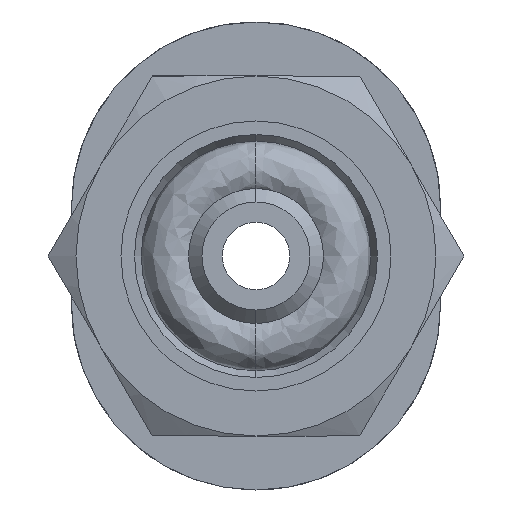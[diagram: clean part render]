
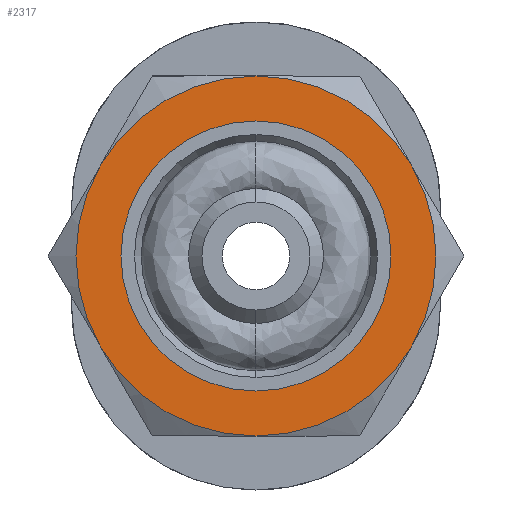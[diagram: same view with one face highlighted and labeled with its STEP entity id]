
A CAD part, front view. The second image highlights one B-rep face of the part: STEP entity #2317.
In plain terms, the highlighted planar face has unit normal (0, -1, 0).
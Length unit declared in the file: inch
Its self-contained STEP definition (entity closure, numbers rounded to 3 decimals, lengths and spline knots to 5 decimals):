
#40 = AXIS2_PLACEMENT_3D ( 'NONE', #2579, #337, #1146 ) ;
#115 = VERTEX_POINT ( 'NONE', #2470 ) ;
#124 = CARTESIAN_POINT ( 'NONE',  ( 0.13638, 0.17717, 0.07874 ) ) ;
#134 = DIRECTION ( 'NONE',  ( 0., 0., 1. ) ) ;
#150 = CARTESIAN_POINT ( 'NONE',  ( 0., 0.17717, 0. ) ) ;
#160 = DIRECTION ( 'NONE',  ( 0., 1., 0. ) ) ;
#228 = CARTESIAN_POINT ( 'NONE',  ( -0.13638, 0.17717, 0.07874 ) ) ;
#271 = EDGE_CURVE ( 'NONE', #444, #867, #881, .T. ) ;
#281 = DIRECTION ( 'NONE',  ( 0., 0., 1. ) ) ;
#288 = CIRCLE ( 'NONE', #1220, 0.15748 ) ;
#327 = ORIENTED_EDGE ( 'NONE', *, *, #2183, .F. ) ;
#337 = DIRECTION ( 'NONE',  ( 0., -1., 0. ) ) ;
#343 = EDGE_CURVE ( 'NONE', #2421, #2223, #695, .T. ) ;
#398 = EDGE_CURVE ( 'NONE', #2319, #115, #2139, .T. ) ;
#435 = EDGE_CURVE ( 'NONE', #2153, #444, #877, .T. ) ;
#444 = VERTEX_POINT ( 'NONE', #2127 ) ;
#445 = CARTESIAN_POINT ( 'NONE',  ( 0., 0.17717, 0. ) ) ;
#567 = FACE_BOUND ( 'NONE', #1840, .T. ) ;
#590 = CARTESIAN_POINT ( 'NONE',  ( 0., 0.17717, 0. ) ) ;
#643 = ORIENTED_EDGE ( 'NONE', *, *, #435, .F. ) ;
#695 = CIRCLE ( 'NONE', #1376, 0.15748 ) ;
#750 = AXIS2_PLACEMENT_3D ( 'NONE', #1121, #1941, #134 ) ;
#770 = DIRECTION ( 'NONE',  ( 0., 0., 1. ) ) ;
#776 = ORIENTED_EDGE ( 'NONE', *, *, #343, .F. ) ;
#792 = CIRCLE ( 'NONE', #856, 0.11811 ) ;
#793 = DIRECTION ( 'NONE',  ( 0., 1., 0. ) ) ;
#822 = AXIS2_PLACEMENT_3D ( 'NONE', #1111, #2364, #1751 ) ;
#856 = AXIS2_PLACEMENT_3D ( 'NONE', #150, #160, #770 ) ;
#867 = VERTEX_POINT ( 'NONE', #1082 ) ;
#876 = VERTEX_POINT ( 'NONE', #228 ) ;
#877 = CIRCLE ( 'NONE', #2533, 0.15748 ) ;
#881 = CIRCLE ( 'NONE', #750, 0.15748 ) ;
#894 = DIRECTION ( 'NONE',  ( 0., 0., 1. ) ) ;
#902 = DIRECTION ( 'NONE',  ( 0., 1., 0. ) ) ;
#904 = ORIENTED_EDGE ( 'NONE', *, *, #1843, .F. ) ;
#941 = CARTESIAN_POINT ( 'NONE',  ( 0., 0.17717, 0.11811 ) ) ;
#1082 = CARTESIAN_POINT ( 'NONE',  ( -0.13638, 0.17717, -0.07874 ) ) ;
#1090 = DIRECTION ( 'NONE',  ( 0., 1., 0. ) ) ;
#1111 = CARTESIAN_POINT ( 'NONE',  ( 0., 0.17717, 0. ) ) ;
#1121 = CARTESIAN_POINT ( 'NONE',  ( 0., 0.17717, 0. ) ) ;
#1146 = DIRECTION ( 'NONE',  ( 0., 0., -1. ) ) ;
#1220 = AXIS2_PLACEMENT_3D ( 'NONE', #590, #793, #1797 ) ;
#1240 = ORIENTED_EDGE ( 'NONE', *, *, #1953, .F. ) ;
#1376 = AXIS2_PLACEMENT_3D ( 'NONE', #2098, #902, #894 ) ;
#1382 = EDGE_LOOP ( 'NONE', ( #776, #327, #904, #1663, #643, #1240 ) ) ;
#1438 = DIRECTION ( 'NONE',  ( 0., 0., 1. ) ) ;
#1625 = DIRECTION ( 'NONE',  ( 0., 1., 0. ) ) ;
#1663 = ORIENTED_EDGE ( 'NONE', *, *, #271, .F. ) ;
#1669 = EDGE_CURVE ( 'NONE', #115, #2319, #792, .T. ) ;
#1702 = AXIS2_PLACEMENT_3D ( 'NONE', #2467, #1625, #1438 ) ;
#1751 = DIRECTION ( 'NONE',  ( 0., 0., 1. ) ) ;
#1760 = PLANE ( 'NONE',  #40 ) ;
#1797 = DIRECTION ( 'NONE',  ( 0., 0., 1. ) ) ;
#1840 = EDGE_LOOP ( 'NONE', ( #2158, #1970 ) ) ;
#1843 = EDGE_CURVE ( 'NONE', #867, #876, #288, .T. ) ;
#1884 = DIRECTION ( 'NONE',  ( 0., 1., 0. ) ) ;
#1941 = DIRECTION ( 'NONE',  ( 0., 1., 0. ) ) ;
#1953 = EDGE_CURVE ( 'NONE', #2223, #2153, #2239, .T. ) ;
#1970 = ORIENTED_EDGE ( 'NONE', *, *, #1669, .T. ) ;
#2012 = FACE_OUTER_BOUND ( 'NONE', #1382, .T. ) ;
#2098 = CARTESIAN_POINT ( 'NONE',  ( 0., 0.17717, 0. ) ) ;
#2115 = CIRCLE ( 'NONE', #822, 0.15748 ) ;
#2127 = CARTESIAN_POINT ( 'NONE',  ( 0., 0.17717, -0.15748 ) ) ;
#2139 = CIRCLE ( 'NONE', #2228, 0.11811 ) ;
#2153 = VERTEX_POINT ( 'NONE', #2375 ) ;
#2158 = ORIENTED_EDGE ( 'NONE', *, *, #398, .T. ) ;
#2183 = EDGE_CURVE ( 'NONE', #876, #2421, #2115, .T. ) ;
#2223 = VERTEX_POINT ( 'NONE', #124 ) ;
#2228 = AXIS2_PLACEMENT_3D ( 'NONE', #445, #1884, #281 ) ;
#2239 = CIRCLE ( 'NONE', #1702, 0.15748 ) ;
#2317 = ADVANCED_FACE ( 'NONE', ( #567, #2012 ), #1760, .T. ) ;
#2319 = VERTEX_POINT ( 'NONE', #941 ) ;
#2334 = CARTESIAN_POINT ( 'NONE',  ( 0., 0.17717, 0. ) ) ;
#2364 = DIRECTION ( 'NONE',  ( 0., 1., 0. ) ) ;
#2375 = CARTESIAN_POINT ( 'NONE',  ( 0.13638, 0.17717, -0.07874 ) ) ;
#2421 = VERTEX_POINT ( 'NONE', #2497 ) ;
#2467 = CARTESIAN_POINT ( 'NONE',  ( 0., 0.17717, 0. ) ) ;
#2470 = CARTESIAN_POINT ( 'NONE',  ( 0., 0.17717, -0.11811 ) ) ;
#2497 = CARTESIAN_POINT ( 'NONE',  ( 0., 0.17717, 0.15748 ) ) ;
#2505 = DIRECTION ( 'NONE',  ( 0., 0., 1. ) ) ;
#2533 = AXIS2_PLACEMENT_3D ( 'NONE', #2334, #1090, #2505 ) ;
#2579 = CARTESIAN_POINT ( 'NONE',  ( -0.1378, 0.17717, 0. ) ) ;
